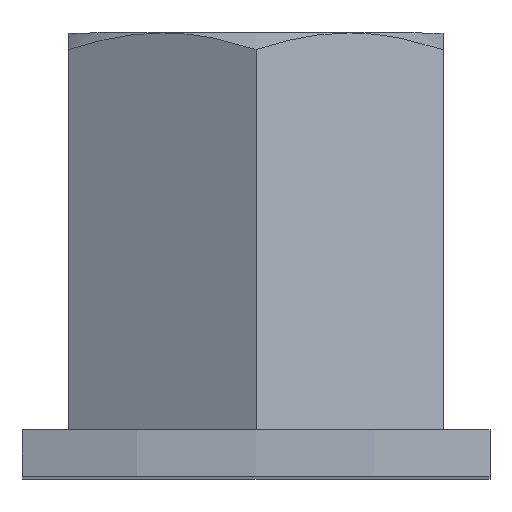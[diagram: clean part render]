
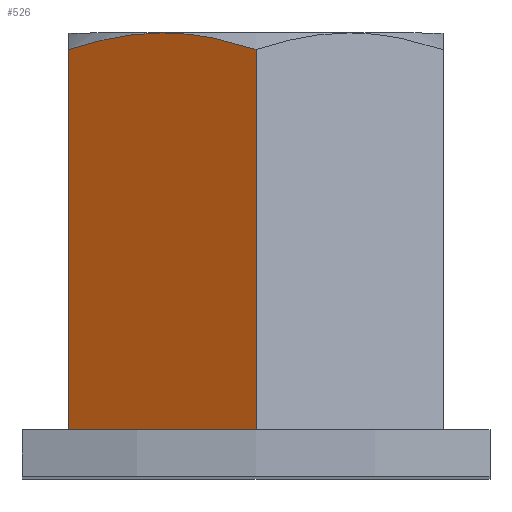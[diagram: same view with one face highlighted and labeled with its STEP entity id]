
A CAD part, top view. The second image highlights one B-rep face of the part: STEP entity #526.
In plain terms, the highlighted planar face has unit normal (-0.5, 0, 0.866).
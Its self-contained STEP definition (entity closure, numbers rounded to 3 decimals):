
#33=LINE('',#834,#72);
#43=LINE('',#869,#82);
#44=LINE('',#870,#83);
#72=VECTOR('',#647,10.);
#82=VECTOR('',#687,10.);
#83=VECTOR('',#688,10.);
#115=PLANE('',#589);
#140=FACE_OUTER_BOUND('',#173,.T.);
#173=EDGE_LOOP('',(#415,#416,#417,#418,#419));
#221=(
BOUNDED_CURVE()
B_SPLINE_CURVE(2,(#783,#784,#785),.UNSPECIFIED.,.F.,.F.)
B_SPLINE_CURVE_WITH_KNOTS((3,3),(0.613,1.181),
 .UNSPECIFIED.)
CURVE()
GEOMETRIC_REPRESENTATION_ITEM()
RATIONAL_B_SPLINE_CURVE((1.084,1.08,1.))
REPRESENTATION_ITEM('')
);
#224=(
BOUNDED_CURVE()
B_SPLINE_CURVE(2,(#796,#797,#798),.UNSPECIFIED.,.F.,.F.)
B_SPLINE_CURVE_WITH_KNOTS((3,3),(1.181,1.748),
 .UNSPECIFIED.)
CURVE()
GEOMETRIC_REPRESENTATION_ITEM()
RATIONAL_B_SPLINE_CURVE((1.,1.08,1.084))
REPRESENTATION_ITEM('')
);
#234=VERTEX_POINT('',#781);
#235=VERTEX_POINT('',#782);
#236=VERTEX_POINT('',#791);
#244=VERTEX_POINT('',#832);
#254=VERTEX_POINT('',#868);
#282=EDGE_CURVE('',#234,#235,#221,.T.);
#286=EDGE_CURVE('',#235,#236,#224,.T.);
#299=EDGE_CURVE('',#244,#236,#33,.T.);
#315=EDGE_CURVE('',#254,#244,#43,.T.);
#316=EDGE_CURVE('',#254,#234,#44,.T.);
#415=ORIENTED_EDGE('',*,*,#286,.T.);
#416=ORIENTED_EDGE('',*,*,#299,.F.);
#417=ORIENTED_EDGE('',*,*,#315,.F.);
#418=ORIENTED_EDGE('',*,*,#316,.T.);
#419=ORIENTED_EDGE('',*,*,#282,.T.);
#526=ADVANCED_FACE('',(#140),#115,.T.);
#589=AXIS2_PLACEMENT_3D('',#867,#685,#686);
#647=DIRECTION('',(0.,1.,0.));
#685=DIRECTION('center_axis',(-0.5,0.,0.866));
#686=DIRECTION('ref_axis',(0.866,0.,0.5));
#687=DIRECTION('',(-0.866,0.,-0.5));
#688=DIRECTION('',(0.,1.,0.));
#781=CARTESIAN_POINT('',(0.,16.285,9.238));
#782=CARTESIAN_POINT('',(-4.,17.,6.928));
#783=CARTESIAN_POINT('Ctrl Pts',(0.,16.285,
9.238));
#784=CARTESIAN_POINT('Ctrl Pts',(-2.144,17.,8.));
#785=CARTESIAN_POINT('Ctrl Pts',(-4.,17.,6.928));
#791=CARTESIAN_POINT('',(-8.,16.285,4.619));
#796=CARTESIAN_POINT('Ctrl Pts',(-4.,17.,6.928));
#797=CARTESIAN_POINT('Ctrl Pts',(-5.856,17.,5.856));
#798=CARTESIAN_POINT('Ctrl Pts',(-8.,16.285,4.619));
#832=CARTESIAN_POINT('',(-8.,0.,4.619));
#834=CARTESIAN_POINT('',(-8.,0.,4.619));
#867=CARTESIAN_POINT('Origin',(-8.,0.,4.619));
#868=CARTESIAN_POINT('',(0.,0.,9.238));
#869=CARTESIAN_POINT('',(-6.,0.,5.774));
#870=CARTESIAN_POINT('',(0.,0.,9.238));
